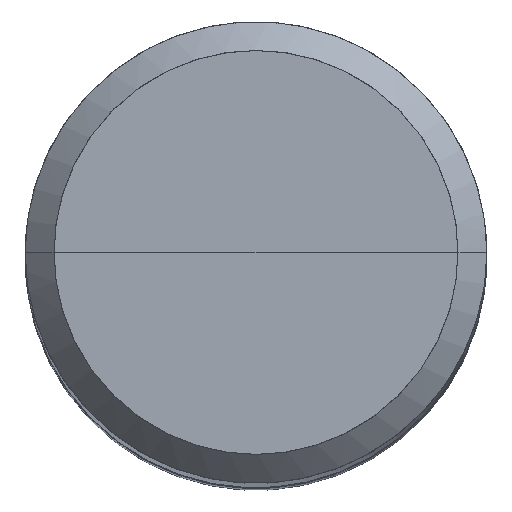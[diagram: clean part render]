
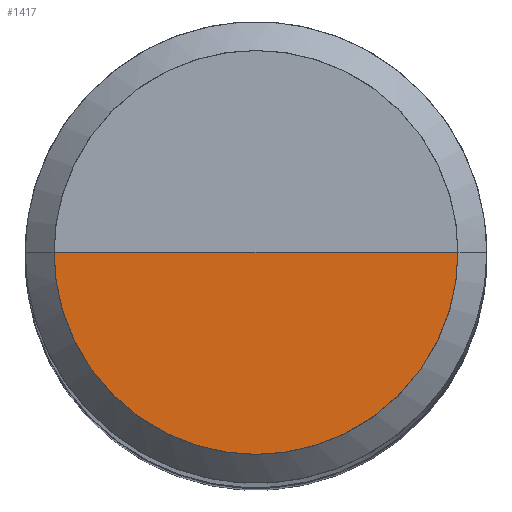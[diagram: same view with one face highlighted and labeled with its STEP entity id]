
A CAD part, top view. The second image highlights one B-rep face of the part: STEP entity #1417.
In plain terms, the highlighted free-form (B-spline) face has degree [1, 2] with [2, 5] control points.
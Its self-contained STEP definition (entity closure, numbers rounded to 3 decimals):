
#975=CARTESIAN_POINT('',(3.5,0.0,48.0));
#979=CARTESIAN_POINT('',(-3.5,0.0,48.0));
#980=CARTESIAN_POINT('',(0.0,0.0,48.0));
#996=CARTESIAN_POINT('',(-3.5,-3.5,48.0));
#997=CARTESIAN_POINT('',(0.0,-3.5,48.0));
#998=CARTESIAN_POINT('',(3.5,-3.5,48.0));
#1402=(
BOUNDED_SURFACE()
B_SPLINE_SURFACE(1,2,(
(#979,#996,#997,#998,#975),
(#980,#980,#980,#980,#980)
), .UNSPECIFIED.,.F.,.F.,.F.)
B_SPLINE_SURFACE_WITH_KNOTS((2,2),(3,2,3),(
0.0,1.0),(
0.0,0.5,1.0), .UNSPECIFIED.)
GEOMETRIC_REPRESENTATION_ITEM()
RATIONAL_B_SPLINE_SURFACE(((1.0,0.707,1.0,0.707,1.0),
(1.0,0.707,1.0,0.707,1.0)
))
REPRESENTATION_ITEM('')
SURFACE()
);
#1403=(
BOUNDED_CURVE()
B_SPLINE_CURVE(2,(#975,#998,#997,#996,#979),.UNSPECIFIED.,.F.,.F.)
B_SPLINE_CURVE_WITH_KNOTS((3,2,3),
(0.0,0.5,1.0),.UNSPECIFIED.)
CURVE()
GEOMETRIC_REPRESENTATION_ITEM()
RATIONAL_B_SPLINE_CURVE((1.0,0.707,1.0,0.707,1.0))
REPRESENTATION_ITEM('')
);
#1404=(
BOUNDED_CURVE()
B_SPLINE_CURVE(1,(#979,#980),.UNSPECIFIED.,.F.,.F.)
B_SPLINE_CURVE_WITH_KNOTS((2,2),
(0.0,1.0),.UNSPECIFIED.)
CURVE()
GEOMETRIC_REPRESENTATION_ITEM()
RATIONAL_B_SPLINE_CURVE((1.0,1.0))
REPRESENTATION_ITEM('')
);
#1405=(
BOUNDED_CURVE()
B_SPLINE_CURVE(1,(#980,#975),.UNSPECIFIED.,.F.,.F.)
B_SPLINE_CURVE_WITH_KNOTS((2,2),
(0.0,1.0),.UNSPECIFIED.)
CURVE()
GEOMETRIC_REPRESENTATION_ITEM()
RATIONAL_B_SPLINE_CURVE((1.0,1.0))
REPRESENTATION_ITEM('')
);
#1406=VERTEX_POINT('',#975);
#1407=VERTEX_POINT('',#979);
#1408=VERTEX_POINT('',#980);
#1409=EDGE_CURVE('',#1406,#1407,#1403,.T.);
#1410=EDGE_CURVE('',#1407,#1408,#1404,.T.);
#1411=EDGE_CURVE('',#1408,#1406,#1405,.T.);
#1412=ORIENTED_EDGE('',*,*,#1409,.T.);
#1413=ORIENTED_EDGE('',*,*,#1410,.T.);
#1414=ORIENTED_EDGE('',*,*,#1411,.T.);
#1415=EDGE_LOOP('',(#1412,#1413,#1414));
#1416=FACE_OUTER_BOUND('',#1415,.T.);
#1417=ADVANCED_FACE('',(#1416),#1402,.T.);
